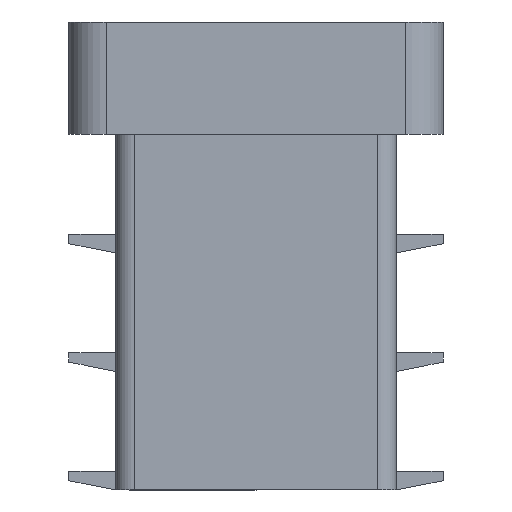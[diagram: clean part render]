
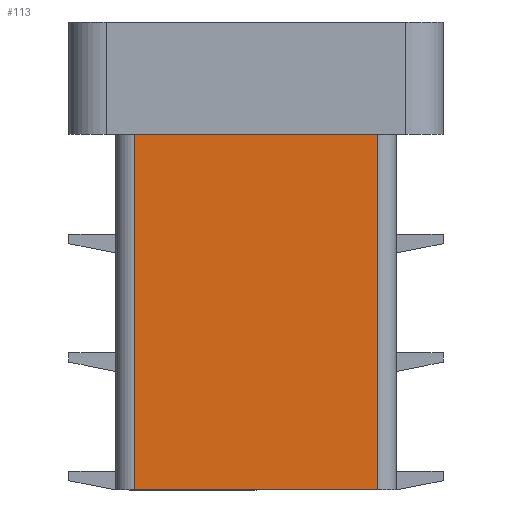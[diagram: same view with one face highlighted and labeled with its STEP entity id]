
A CAD part, left-side view. The second image highlights one B-rep face of the part: STEP entity #113.
In plain terms, the highlighted planar face has unit normal (-1, 0, 0).
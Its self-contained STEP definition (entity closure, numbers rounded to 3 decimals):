
#113 = ADVANCED_FACE( '', ( #275 ), #276, .F. );
#275 = FACE_OUTER_BOUND( '', #495, .T. );
#276 = PLANE( '', #496 );
#495 = EDGE_LOOP( '', ( #764, #765, #766, #767 ) );
#496 = AXIS2_PLACEMENT_3D( '', #768, #769, #770 );
#764 = ORIENTED_EDGE( '', *, *, #1322, .F. );
#765 = ORIENTED_EDGE( '', *, *, #1323, .T. );
#766 = ORIENTED_EDGE( '', *, *, #1324, .T. );
#767 = ORIENTED_EDGE( '', *, *, #1325, .T. );
#768 = CARTESIAN_POINT( '', ( -27.5, 7.5, 19. ) );
#769 = DIRECTION( '', ( 1., 0., 0. ) );
#770 = DIRECTION( '', ( 0., 0., -1. ) );
#1322 = EDGE_CURVE( '', #1590, #1591, #1592, .T. );
#1323 = EDGE_CURVE( '', #1590, #1593, #1594, .T. );
#1324 = EDGE_CURVE( '', #1593, #1595, #1596, .T. );
#1325 = EDGE_CURVE( '', #1595, #1591, #1597, .F. );
#1590 = VERTEX_POINT( '', #1965 );
#1591 = VERTEX_POINT( '', #1966 );
#1592 = LINE( '', #1967, #1968 );
#1593 = VERTEX_POINT( '', #1969 );
#1594 = LINE( '', #1970, #1971 );
#1595 = VERTEX_POINT( '', #1972 );
#1596 = LINE( '', #1973, #1974 );
#1597 = LINE( '', #1975, #1976 );
#1965 = CARTESIAN_POINT( '', ( -27.5, 6.5, 19. ) );
#1966 = CARTESIAN_POINT( '', ( -27.5, -6.5, 19. ) );
#1967 = CARTESIAN_POINT( '', ( -27.5, 7.5, 19. ) );
#1968 = VECTOR( '', #2367, 1000. );
#1969 = CARTESIAN_POINT( '', ( -27.5, 6.5, 0. ) );
#1970 = CARTESIAN_POINT( '', ( -27.5, 6.5, 19. ) );
#1971 = VECTOR( '', #2368, 1000. );
#1972 = CARTESIAN_POINT( '', ( -27.5, -6.5, 0. ) );
#1973 = CARTESIAN_POINT( '', ( -27.5, 7.5, 0. ) );
#1974 = VECTOR( '', #2369, 1000. );
#1975 = CARTESIAN_POINT( '', ( -27.5, -6.5, 19. ) );
#1976 = VECTOR( '', #2370, 1000. );
#2367 = DIRECTION( '', ( 0., -1., 0. ) );
#2368 = DIRECTION( '', ( 0., 0., -1. ) );
#2369 = DIRECTION( '', ( 0., -1., 0. ) );
#2370 = DIRECTION( '', ( 0., 0., -1. ) );
